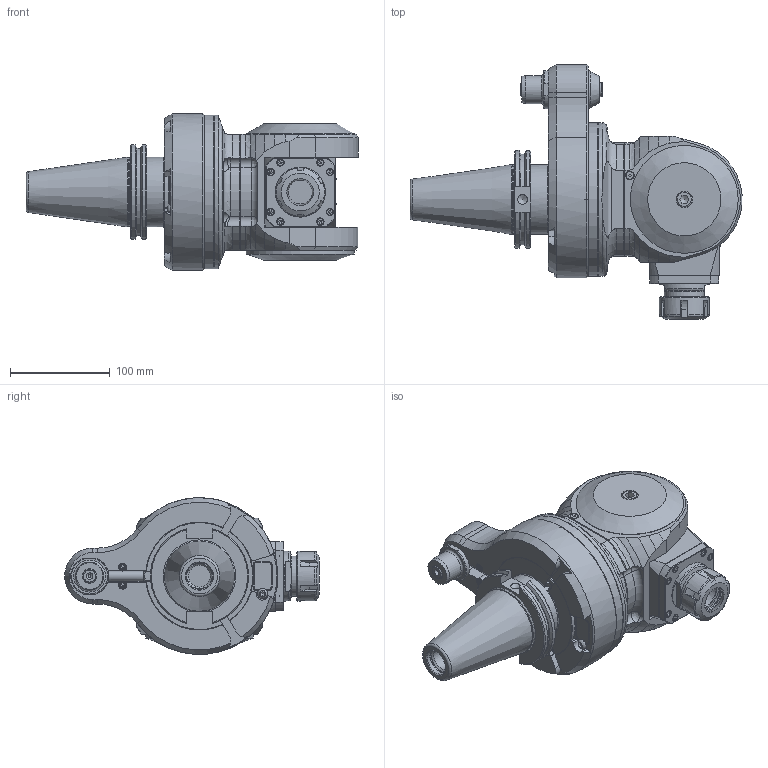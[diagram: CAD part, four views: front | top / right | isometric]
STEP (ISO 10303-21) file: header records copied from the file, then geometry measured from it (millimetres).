
FILE_DESCRIPTION(/* description */ (''),/* implementation_level */ '2;1');
FILE_NAME(/* name */ '9.FMU.20000-7C50.stp',/* time_stamp */ '2025-07-25T08:53:14-04:00',/* author */ ('jkrenzer'),/* organization */ (''),/* preprocessor_version */ 'ST-DEVELOPER v18.1',/* originating_system */ 'Autodesk Inventor 2022',/* authorisation */ '');
FILE_SCHEMA (('AUTOMOTIVE_DESIGN { 1 0 10303 214 3 1 1 }'));
Products named in the file (3): 9.FMU.20000-7C50; 9_GA3_451_2  (Type 3, Cat50, 110mm) ; 9_FMU_20000
Assembly tree (2 placements, depth 2):
  9.FMU.20000-7C50
    9_GA3_451_2  (Type 3, Cat50, 110mm) 
    9_FMU_20000
Bounding box: 332.38 x 255 x 156.86 mm (x, y, z)
Volume: 3311628.6 mm3; surface area: 391875.5 mm2
Topology: 5 solids, 6 shells, 891 faces, 2294 edges, 1477 vertices
Faces by surface type: plane 427, cylinder 227, cone 165, torus 52, bspline 14, sphere 6
Full cylindrical faces by diameter (mm): 2.5 x3, 3.2 x2, 4 x2, 4.2 x3, 5 x1, 5.3 x2, 6.5 x1, 6.75 x4, 7 x8, 7.5 x8, 8 x8, 8.4 x4, 8.5 x2, 9.525 x1, 10 x1, 13 x4, 13.4 x2, 13.5 x4, 14 x3, 14.5 x1, 16 x3, 16.5 x3, 21.963 x1, 24 x1, 26.187 x1, 26.8 x1, 27 x1, 28 x2, 29.5 x1, 30.6 x1
Entity records: 41541 total; most frequent: CARTESIAN_POINT 20123, ORIENTED_EDGE 4522, DIRECTION 4431, EDGE_CURVE 2261, AXIS2_PLACEMENT_3D 1699, VERTEX_POINT 1477, LINE 1033, VECTOR 1033
